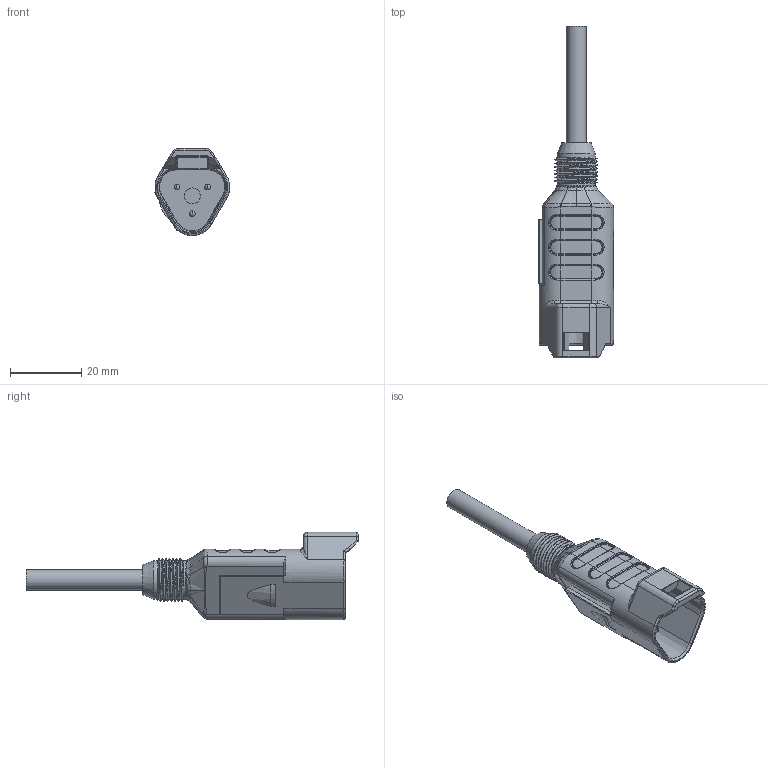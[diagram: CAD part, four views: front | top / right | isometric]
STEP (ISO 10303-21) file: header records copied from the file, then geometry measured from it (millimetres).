
FILE_DESCRIPTION(/* description */ (''),/* implementation_level */ '2;1');
FILE_NAME(/* name */ '5039273_MA-DT04-3PG-m_25_01_2023.stp',/* time_stamp */ '2023-01-25T13:38:11+01:00',/* author */ ('ESCHA GmbH & Co. KG'),/* organization */ ('ESCHA GmbH & Co. KG'),/* preprocessor_version */ 'ST-DEVELOPER v16',/* originating_system */ 'SIEMENS PLM Software NX 10.0',/* authorisation */ '');
FILE_SCHEMA (('AUTOMOTIVE_DESIGN { 1 0 10303 214 3 1 1 1 }'));
Length unit declared in the file: millimetre
Products named in the file (1): 6000966_UMSPRITZEN_part_427244
Bounding box: 21.14 x 93.45 x 24.57 mm (x, y, z)
Volume: 11297.5 mm3; surface area: 6144.1 mm2
Topology: 1 solids, 1 shells, 397 faces, 976 edges, 572 vertices
Faces by surface type: cylinder 118, bspline 115, plane 71, torus 68, cone 13, sphere 10, extrusion 2
Full cylindrical faces by diameter (mm): 4.5 x1, 5.7 x1, 10.77 x8
Entity records: 16064 total; most frequent: CARTESIAN_POINT 7802, ORIENTED_EDGE 1862, DIRECTION 1576, EDGE_CURVE 931, AXIS2_PLACEMENT_3D 659, VERTEX_POINT 554, EDGE_LOOP 403, ADVANCED_FACE 390
